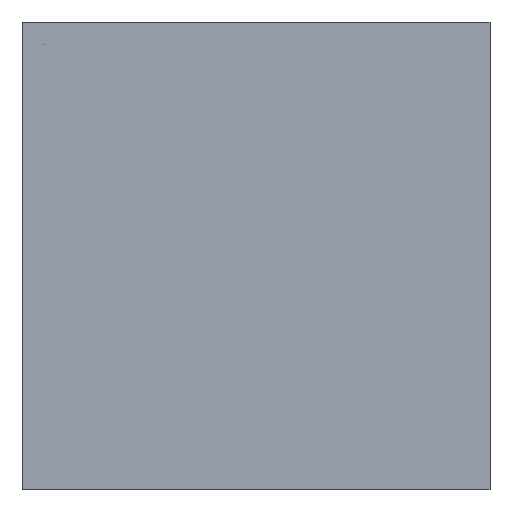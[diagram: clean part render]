
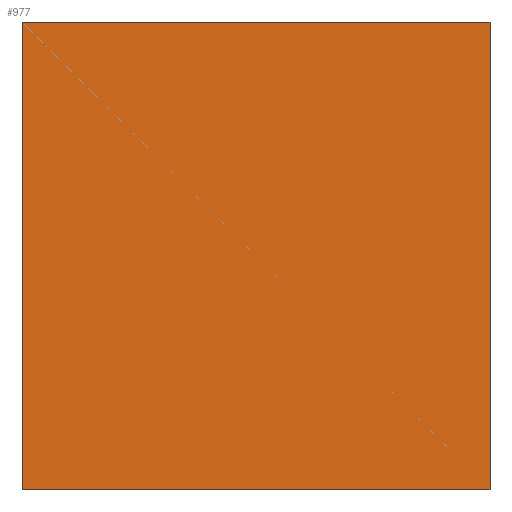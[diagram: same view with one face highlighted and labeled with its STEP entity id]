
A CAD part, front view. The second image highlights one B-rep face of the part: STEP entity #977.
In plain terms, the highlighted planar face has unit normal (0, -1, 0).
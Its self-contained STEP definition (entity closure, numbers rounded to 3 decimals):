
#66 = ORIENTED_EDGE ( 'NONE', *, *, #424, .F. ) ;
#69 = CARTESIAN_POINT ( 'NONE',  ( -41., 0., 41. ) ) ;
#171 = VERTEX_POINT ( 'NONE', #1673 ) ;
#219 = LINE ( 'NONE', #1244, #1136 ) ;
#390 = DIRECTION ( 'NONE',  ( 0., 0., -1. ) ) ;
#424 = EDGE_CURVE ( 'NONE', #171, #982, #2110, .T. ) ;
#529 = ORIENTED_EDGE ( 'NONE', *, *, #848, .F. ) ;
#540 = CARTESIAN_POINT ( 'NONE',  ( -41., 0., -41. ) ) ;
#700 = FACE_OUTER_BOUND ( 'NONE', #1115, .T. ) ;
#760 = ORIENTED_EDGE ( 'NONE', *, *, #953, .F. ) ;
#795 = CARTESIAN_POINT ( 'NONE',  ( 41., 0., 41. ) ) ;
#848 = EDGE_CURVE ( 'NONE', #1377, #171, #2001, .T. ) ;
#953 = EDGE_CURVE ( 'NONE', #1465, #1377, #1014, .T. ) ;
#977 = ADVANCED_FACE ( 'NONE', ( #700 ), #1204, .T. ) ;
#982 = VERTEX_POINT ( 'NONE', #540 ) ;
#1012 = DIRECTION ( 'NONE',  ( 0., 0., -1. ) ) ;
#1014 = LINE ( 'NONE', #69, #1883 ) ;
#1043 = EDGE_CURVE ( 'NONE', #982, #1465, #219, .T. ) ;
#1115 = EDGE_LOOP ( 'NONE', ( #529, #760, #1969, #66 ) ) ;
#1136 = VECTOR ( 'NONE', #1402, 1000. ) ;
#1176 = CARTESIAN_POINT ( 'NONE',  ( 41., 0., 41. ) ) ;
#1204 = PLANE ( 'NONE',  #2055 ) ;
#1244 = CARTESIAN_POINT ( 'NONE',  ( -41., 0., 41. ) ) ;
#1250 = VECTOR ( 'NONE', #1457, 1000. ) ;
#1363 = CARTESIAN_POINT ( 'NONE',  ( 0., 0., 0. ) ) ;
#1377 = VERTEX_POINT ( 'NONE', #795 ) ;
#1402 = DIRECTION ( 'NONE',  ( 0., 0., 1. ) ) ;
#1457 = DIRECTION ( 'NONE',  ( -1., 0., 0. ) ) ;
#1465 = VERTEX_POINT ( 'NONE', #1826 ) ;
#1673 = CARTESIAN_POINT ( 'NONE',  ( 41., 0., -41. ) ) ;
#1711 = DIRECTION ( 'NONE',  ( 1., 0., 0. ) ) ;
#1757 = CARTESIAN_POINT ( 'NONE',  ( -41., 0., -41. ) ) ;
#1826 = CARTESIAN_POINT ( 'NONE',  ( -41., 0., 41. ) ) ;
#1860 = DIRECTION ( 'NONE',  ( 0., -1., 0. ) ) ;
#1883 = VECTOR ( 'NONE', #1711, 1000. ) ;
#1969 = ORIENTED_EDGE ( 'NONE', *, *, #1043, .F. ) ;
#1988 = VECTOR ( 'NONE', #1012, 1000. ) ;
#2001 = LINE ( 'NONE', #1176, #1988 ) ;
#2055 = AXIS2_PLACEMENT_3D ( 'NONE', #1363, #1860, #390 ) ;
#2110 = LINE ( 'NONE', #1757, #1250 ) ;
